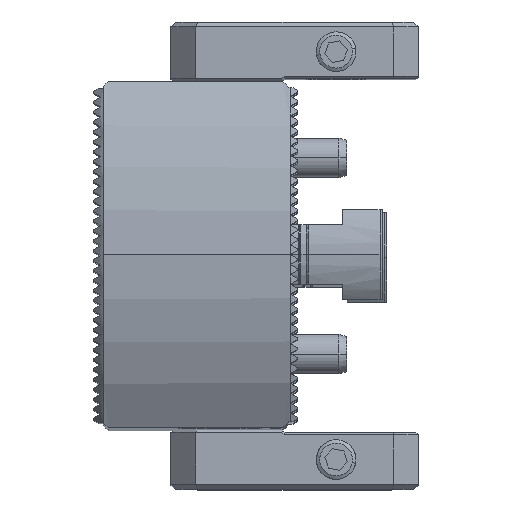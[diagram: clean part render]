
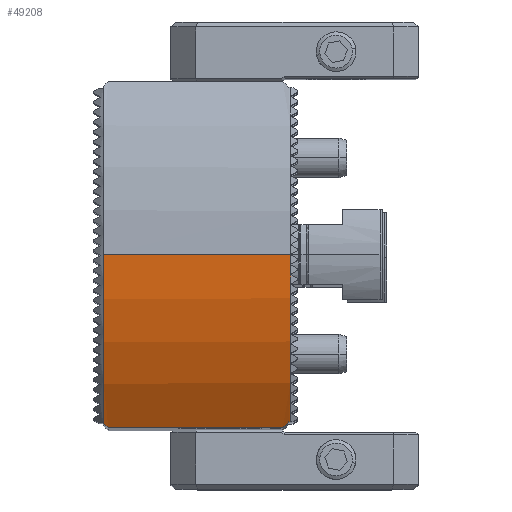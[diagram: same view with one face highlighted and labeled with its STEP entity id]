
A CAD part, top view. The second image highlights one B-rep face of the part: STEP entity #49208.
In plain terms, the highlighted cylindrical face has radius 65 mm (diameter 130 mm), a partial arc.
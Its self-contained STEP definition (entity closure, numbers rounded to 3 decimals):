
#467 = DIRECTION ( 'NONE',  ( 0., 0., 1. ) ) ;
#956 = CARTESIAN_POINT ( 'NONE',  ( 18.8, -33.8, 155.521 ) ) ;
#1396 = DIRECTION ( 'NONE',  ( 0., 0., 1. ) ) ;
#1633 = CARTESIAN_POINT ( 'NONE',  ( 17.6, -35., 154.772 ) ) ;
#2336 = LINE ( 'NONE', #43322, #50234 ) ;
#3430 = EDGE_CURVE ( 'NONE', #51702, #26397, #25564, .T. ) ;
#5454 = VERTEX_POINT ( 'NONE', #42962 ) ;
#5837 = ORIENTED_EDGE ( 'NONE', *, *, #3430, .F. ) ;
#8088 = EDGE_CURVE ( 'NONE', #5454, #36184, #2336, .T. ) ;
#8106 = CYLINDRICAL_SURFACE ( 'NONE', #23408, 65. ) ;
#8400 = ORIENTED_EDGE ( 'NONE', *, *, #21135, .T. ) ;
#8998 =( BOUNDED_CURVE ( )  B_SPLINE_CURVE ( 3, ( #53334, #22866, #27273, #956 ),
 .UNSPECIFIED., .F., .F. ) 
 B_SPLINE_CURVE_WITH_KNOTS ( ( 4, 4 ),
 ( 1.002, 1.024 ),
 .UNSPECIFIED. ) 
 CURVE ( )  GEOMETRIC_REPRESENTATION_ITEM ( )  RATIONAL_B_SPLINE_CURVE ( ( 1., 1., 1., 1. ) ) 
 REPRESENTATION_ITEM ( '' )  );
#9152 = DIRECTION ( 'NONE',  ( -1., 0., 0. ) ) ;
#9518 = ORIENTED_EDGE ( 'NONE', *, *, #33781, .T. ) ;
#10904 = VECTOR ( 'NONE', #48794, 1000. ) ;
#12834 = CARTESIAN_POINT ( 'NONE',  ( -17.6, -35., 154.772 ) ) ;
#13878 = VERTEX_POINT ( 'NONE', #1633 ) ;
#14137 = AXIS2_PLACEMENT_3D ( 'NONE', #16112, #46626, #20534 ) ;
#15013 = ORIENTED_EDGE ( 'NONE', *, *, #47317, .T. ) ;
#15051 = VECTOR ( 'NONE', #9152, 1000. ) ;
#16112 = CARTESIAN_POINT ( 'NONE',  ( 19.2, 0., 100. ) ) ;
#17043 = CARTESIAN_POINT ( 'NONE',  ( -18.252, -34.348, 155.185 ) ) ;
#18304 = CARTESIAN_POINT ( 'NONE',  ( 20.8, -35., 154.772 ) ) ;
#20534 = DIRECTION ( 'NONE',  ( 0., 0., -1. ) ) ;
#21135 = EDGE_CURVE ( 'NONE', #28816, #22057, #48498, .T. ) ;
#21244 = FACE_OUTER_BOUND ( 'NONE', #47904, .T. ) ;
#21475 = CARTESIAN_POINT ( 'NONE',  ( -17.6, -35., 154.772 ) ) ;
#22045 = CIRCLE ( 'NONE', #14137, 65. ) ;
#22057 = VERTEX_POINT ( 'NONE', #25796 ) ;
#22866 = CARTESIAN_POINT ( 'NONE',  ( 17.997, -34.603, 155.026 ) ) ;
#23375 = CARTESIAN_POINT ( 'NONE',  ( 19.2, -33.8, 155.521 ) ) ;
#23408 = AXIS2_PLACEMENT_3D ( 'NONE', #26992, #39973, #467 ) ;
#25564 =( BOUNDED_CURVE ( )  B_SPLINE_CURVE ( 3, ( #21475, #47552, #17043, #25849 ),
 .UNSPECIFIED., .F., .F. ) 
 B_SPLINE_CURVE_WITH_KNOTS ( ( 4, 4 ),
 ( 4.144, 4.162 ),
 .UNSPECIFIED. ) 
 CURVE ( )  GEOMETRIC_REPRESENTATION_ITEM ( )  RATIONAL_B_SPLINE_CURVE ( ( 1., 1., 1., 1. ) ) 
 REPRESENTATION_ITEM ( '' )  );
#25796 = CARTESIAN_POINT ( 'NONE',  ( -18.58, 0., 165. ) ) ;
#25849 = CARTESIAN_POINT ( 'NONE',  ( -18.58, -34.02, 155.386 ) ) ;
#26213 = CARTESIAN_POINT ( 'NONE',  ( -18.58, -34.02, 155.386 ) ) ;
#26397 = VERTEX_POINT ( 'NONE', #26213 ) ;
#26992 = CARTESIAN_POINT ( 'NONE',  ( 20.8, 0., 100. ) ) ;
#27273 = CARTESIAN_POINT ( 'NONE',  ( 18.397, -34.203, 155.276 ) ) ;
#27736 = DIRECTION ( 'NONE',  ( -1., 0., 0. ) ) ;
#28816 = VERTEX_POINT ( 'NONE', #34439 ) ;
#29103 = EDGE_CURVE ( 'NONE', #26397, #22057, #31060, .T. ) ;
#29551 = ORIENTED_EDGE ( 'NONE', *, *, #50397, .F. ) ;
#30462 = ORIENTED_EDGE ( 'NONE', *, *, #8088, .T. ) ;
#31060 = CIRCLE ( 'NONE', #34086, 65. ) ;
#33781 = EDGE_CURVE ( 'NONE', #13878, #5454, #8998, .T. ) ;
#34086 = AXIS2_PLACEMENT_3D ( 'NONE', #53775, #27736, #1396 ) ;
#34439 = CARTESIAN_POINT ( 'NONE',  ( 19.2, 0., 165. ) ) ;
#34794 = DIRECTION ( 'NONE',  ( 1., 0., 0. ) ) ;
#35478 = CARTESIAN_POINT ( 'NONE',  ( 20.8, 0., 165. ) ) ;
#35631 = LINE ( 'NONE', #18304, #10904 ) ;
#36184 = VERTEX_POINT ( 'NONE', #23375 ) ;
#39973 = DIRECTION ( 'NONE',  ( -1., 0., 0. ) ) ;
#41401 = ORIENTED_EDGE ( 'NONE', *, *, #29103, .F. ) ;
#42962 = CARTESIAN_POINT ( 'NONE',  ( 18.8, -33.8, 155.521 ) ) ;
#43322 = CARTESIAN_POINT ( 'NONE',  ( 20.8, -33.8, 155.521 ) ) ;
#46626 = DIRECTION ( 'NONE',  ( -1., 0., 0. ) ) ;
#47317 = EDGE_CURVE ( 'NONE', #36184, #28816, #22045, .T. ) ;
#47552 = CARTESIAN_POINT ( 'NONE',  ( -17.925, -34.675, 154.98 ) ) ;
#47904 = EDGE_LOOP ( 'NONE', ( #15013, #8400, #41401, #5837, #29551, #9518, #30462 ) ) ;
#48498 = LINE ( 'NONE', #35478, #15051 ) ;
#48794 = DIRECTION ( 'NONE',  ( -1., 0., 0. ) ) ;
#49208 = ADVANCED_FACE ( 'NONE', ( #21244 ), #8106, .T. ) ;
#50234 = VECTOR ( 'NONE', #34794, 1000. ) ;
#50397 = EDGE_CURVE ( 'NONE', #13878, #51702, #35631, .T. ) ;
#51702 = VERTEX_POINT ( 'NONE', #12834 ) ;
#53334 = CARTESIAN_POINT ( 'NONE',  ( 17.6, -35., 154.772 ) ) ;
#53775 = CARTESIAN_POINT ( 'NONE',  ( -18.58, 0., 100. ) ) ;
